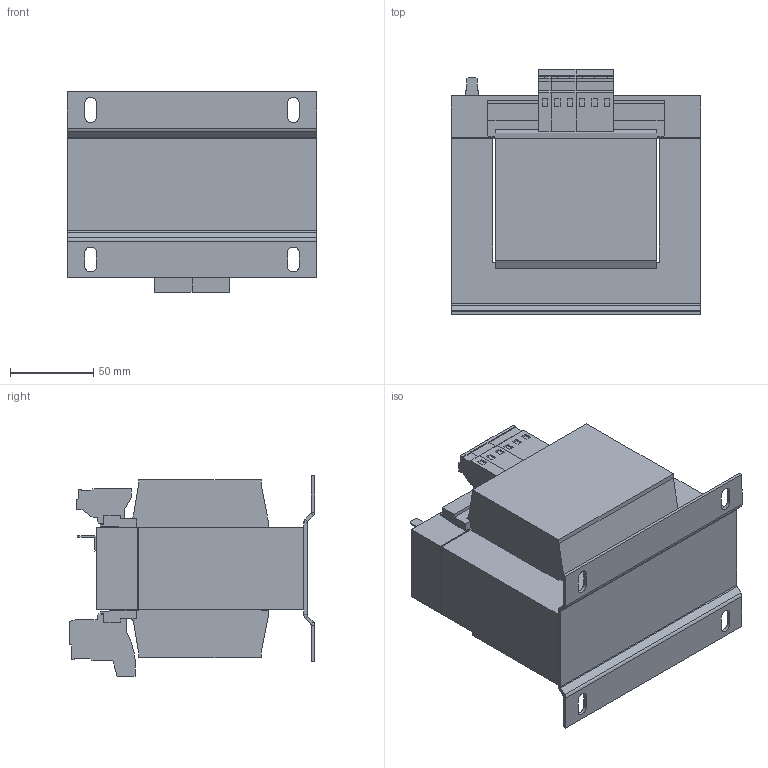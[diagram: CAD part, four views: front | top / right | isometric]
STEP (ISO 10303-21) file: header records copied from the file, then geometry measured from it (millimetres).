
FILE_DESCRIPTION (( 'STEP AP214' ), '1' );
FILE_NAME ('267513.STEP', '2020-07-17T08:03:26', ( '' ), ( '' ), 'SwSTEP 2.0', 'SolidWorks 2018', '' );
FILE_SCHEMA (( 'AUTOMOTIVE_DESIGN' ));
Length unit declared in the file: millimetre
Products named in the file (1): 267513
Bounding box: 150 x 147.55 x 120.75 mm (x, y, z)
Volume: 1477374.4 mm3; surface area: 147293 mm2
Topology: 1 solids, 1 shells, 323 faces, 806 edges, 503 vertices
Faces by surface type: plane 283, cylinder 40
Entity records: 9413 total; most frequent: CARTESIAN_POINT 1633, ORIENTED_EDGE 1612, DIRECTION 1533, EDGE_CURVE 806, VECTOR 727, LINE 727, VERTEX_POINT 503, AXIS2_PLACEMENT_3D 403
